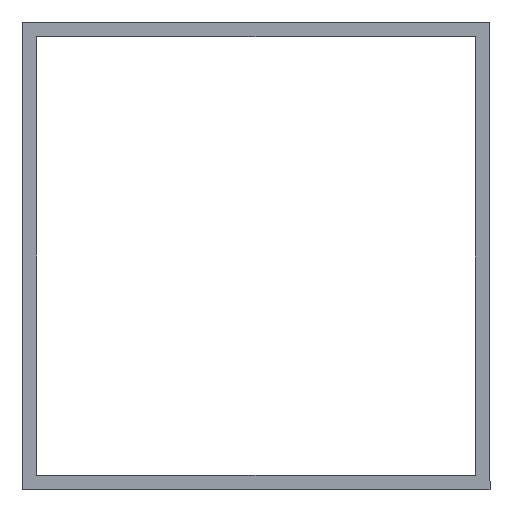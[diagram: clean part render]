
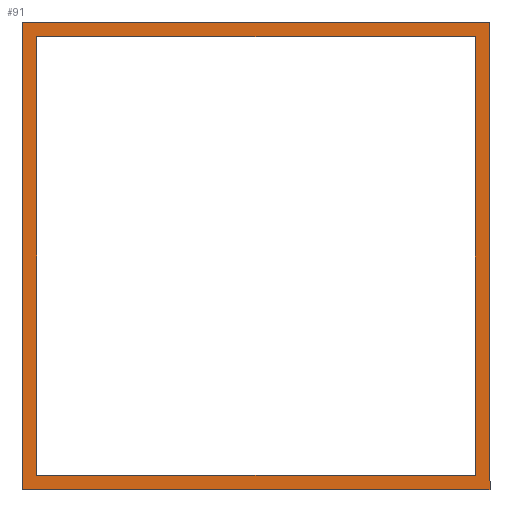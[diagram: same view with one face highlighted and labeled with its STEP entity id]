
A CAD part, left-side view. The second image highlights one B-rep face of the part: STEP entity #91.
In plain terms, the highlighted planar face has unit normal (-1, 0, 0).
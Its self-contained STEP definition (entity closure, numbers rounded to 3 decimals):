
#1 = CARTESIAN_POINT ( 'NONE',  ( -447.5, 23.4, 23.4 ) ) ;
#3 = EDGE_CURVE ( 'NONE', #319, #297, #16, .T. ) ;
#9 = EDGE_CURVE ( 'NONE', #261, #232, #356, .T. ) ;
#11 = ORIENTED_EDGE ( 'NONE', *, *, #277, .T. ) ;
#16 = LINE ( 'NONE', #189, #75 ) ;
#18 = CARTESIAN_POINT ( 'NONE',  ( -447.5, -23.4, 23.4 ) ) ;
#19 = CARTESIAN_POINT ( 'NONE',  ( -447.5, 23.4, -23.4 ) ) ;
#22 = EDGE_CURVE ( 'NONE', #262, #286, #72, .T. ) ;
#29 = CARTESIAN_POINT ( 'NONE',  ( -447.5, 25., 25. ) ) ;
#41 = ORIENTED_EDGE ( 'NONE', *, *, #22, .F. ) ;
#47 = FACE_BOUND ( 'NONE', #303, .T. ) ;
#49 = CARTESIAN_POINT ( 'NONE',  ( -447.5, -23.4, 23.4 ) ) ;
#50 = EDGE_CURVE ( 'NONE', #297, #232, #333, .T. ) ;
#57 = CARTESIAN_POINT ( 'NONE',  ( -447.5, 25., 25. ) ) ;
#63 = ORIENTED_EDGE ( 'NONE', *, *, #99, .T. ) ;
#68 = DIRECTION ( 'NONE',  ( 0., 0., 1. ) ) ;
#72 = LINE ( 'NONE', #307, #288 ) ;
#73 = DIRECTION ( 'NONE',  ( 0., 0., -1. ) ) ;
#75 = VECTOR ( 'NONE', #73, 1000. ) ;
#87 = VECTOR ( 'NONE', #212, 1000. ) ;
#88 = VECTOR ( 'NONE', #284, 1000. ) ;
#91 = ADVANCED_FACE ( 'NONE', ( #136, #47 ), #268, .T. ) ;
#99 = EDGE_CURVE ( 'NONE', #118, #286, #351, .T. ) ;
#112 = VECTOR ( 'NONE', #302, 1000. ) ;
#113 = VECTOR ( 'NONE', #296, 1000. ) ;
#117 = CARTESIAN_POINT ( 'NONE',  ( -447.5, 25., -25. ) ) ;
#118 = VERTEX_POINT ( 'NONE', #49 ) ;
#134 = DIRECTION ( 'NONE',  ( 0., -1., 0. ) ) ;
#136 = FACE_OUTER_BOUND ( 'NONE', #205, .T. ) ;
#158 = VERTEX_POINT ( 'NONE', #223 ) ;
#162 = ORIENTED_EDGE ( 'NONE', *, *, #50, .T. ) ;
#164 = CARTESIAN_POINT ( 'NONE',  ( -447.5, 25., -25. ) ) ;
#171 = CARTESIAN_POINT ( 'NONE',  ( -447.5, -25., 25. ) ) ;
#173 = ORIENTED_EDGE ( 'NONE', *, *, #3, .T. ) ;
#174 = DIRECTION ( 'NONE',  ( 0., -1., 0. ) ) ;
#187 = DIRECTION ( 'NONE',  ( 0., -1., 0. ) ) ;
#189 = CARTESIAN_POINT ( 'NONE',  ( -447.5, 25., 25. ) ) ;
#205 = EDGE_LOOP ( 'NONE', ( #358, #276, #173, #162 ) ) ;
#207 = CARTESIAN_POINT ( 'NONE',  ( -447.5, 23.4, 23.4 ) ) ;
#212 = DIRECTION ( 'NONE',  ( 0., 0., -1. ) ) ;
#223 = CARTESIAN_POINT ( 'NONE',  ( -447.5, 23.4, 23.4 ) ) ;
#229 = LINE ( 'NONE', #207, #249 ) ;
#232 = VERTEX_POINT ( 'NONE', #340 ) ;
#234 = VECTOR ( 'NONE', #187, 1000. ) ;
#240 = CARTESIAN_POINT ( 'NONE',  ( -447.5, 0., 0. ) ) ;
#249 = VECTOR ( 'NONE', #174, 1000. ) ;
#257 = LINE ( 'NONE', #1, #113 ) ;
#261 = VERTEX_POINT ( 'NONE', #171 ) ;
#262 = VERTEX_POINT ( 'NONE', #19 ) ;
#268 = PLANE ( 'NONE',  #278 ) ;
#274 = DIRECTION ( 'NONE',  ( -1., 0., 0. ) ) ;
#276 = ORIENTED_EDGE ( 'NONE', *, *, #370, .F. ) ;
#277 = EDGE_CURVE ( 'NONE', #158, #118, #229, .T. ) ;
#278 = AXIS2_PLACEMENT_3D ( 'NONE', #240, #274, #68 ) ;
#279 = EDGE_CURVE ( 'NONE', #158, #262, #257, .T. ) ;
#284 = DIRECTION ( 'NONE',  ( 0., -1., 0. ) ) ;
#286 = VERTEX_POINT ( 'NONE', #290 ) ;
#288 = VECTOR ( 'NONE', #134, 1000. ) ;
#290 = CARTESIAN_POINT ( 'NONE',  ( -447.5, -23.4, -23.4 ) ) ;
#296 = DIRECTION ( 'NONE',  ( 0., 0., -1. ) ) ;
#297 = VERTEX_POINT ( 'NONE', #117 ) ;
#300 = ORIENTED_EDGE ( 'NONE', *, *, #279, .F. ) ;
#302 = DIRECTION ( 'NONE',  ( 0., 0., -1. ) ) ;
#303 = EDGE_LOOP ( 'NONE', ( #11, #63, #41, #300 ) ) ;
#307 = CARTESIAN_POINT ( 'NONE',  ( -447.5, 23.4, -23.4 ) ) ;
#318 = LINE ( 'NONE', #29, #88 ) ;
#319 = VERTEX_POINT ( 'NONE', #57 ) ;
#327 = CARTESIAN_POINT ( 'NONE',  ( -447.5, -25., 25. ) ) ;
#333 = LINE ( 'NONE', #164, #234 ) ;
#340 = CARTESIAN_POINT ( 'NONE',  ( -447.5, -25., -25. ) ) ;
#351 = LINE ( 'NONE', #18, #112 ) ;
#356 = LINE ( 'NONE', #327, #87 ) ;
#358 = ORIENTED_EDGE ( 'NONE', *, *, #9, .F. ) ;
#370 = EDGE_CURVE ( 'NONE', #319, #261, #318, .T. ) ;
